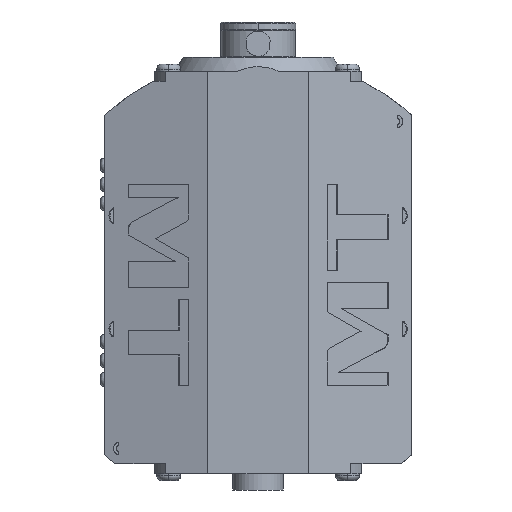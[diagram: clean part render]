
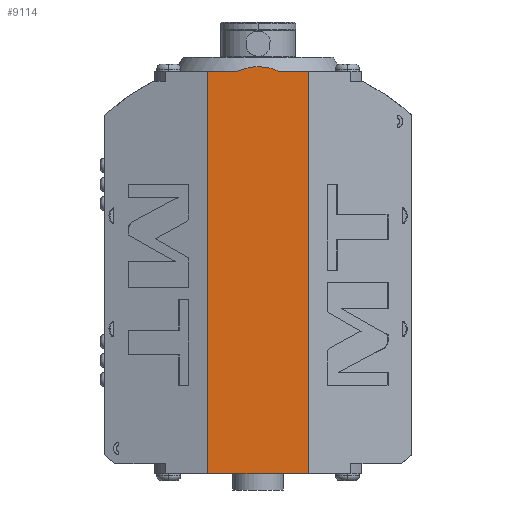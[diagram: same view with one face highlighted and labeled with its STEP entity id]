
A CAD part, left-side view. The second image highlights one B-rep face of the part: STEP entity #9114.
In plain terms, the highlighted planar face has unit normal (-1, 0, 0).
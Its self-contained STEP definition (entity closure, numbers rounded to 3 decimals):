
#885=DIRECTION('',(0.,0.,-1.));
#886=VECTOR('',#885,160.);
#887=CARTESIAN_POINT('',(-122.,20.,85.));
#888=LINE('',#887,#886);
#1346=DIRECTION('',(0.,0.,1.));
#1347=VECTOR('',#1346,160.);
#1348=CARTESIAN_POINT('',(-122.,-20.,-75.));
#1349=LINE('',#1348,#1347);
#1660=CARTESIAN_POINT('',(-122.,8.062,85.));
#1661=CARTESIAN_POINT('',(-122.,7.814,85.105));
#1662=CARTESIAN_POINT('',(-122.,7.32,85.305));
#1663=CARTESIAN_POINT('',(-122.,6.591,85.573));
#1664=CARTESIAN_POINT('',(-122.,5.871,85.811));
#1665=CARTESIAN_POINT('',(-122.,5.16,86.02));
#1666=CARTESIAN_POINT('',(-122.,4.457,86.201));
#1667=CARTESIAN_POINT('',(-122.,3.76,86.355));
#1668=CARTESIAN_POINT('',(-122.,3.069,86.482));
#1669=CARTESIAN_POINT('',(-122.,2.383,86.583));
#1670=CARTESIAN_POINT('',(-122.,1.7,86.658));
#1671=CARTESIAN_POINT('',(-122.,1.019,86.708));
#1672=CARTESIAN_POINT('',(-122.,0.339,86.733));
#1673=CARTESIAN_POINT('',(-122.,-0.339,86.733));
#1674=CARTESIAN_POINT('',(-122.,-1.019,86.708));
#1675=CARTESIAN_POINT('',(-122.,-1.7,86.658));
#1676=CARTESIAN_POINT('',(-122.,-2.383,86.583));
#1677=CARTESIAN_POINT('',(-122.,-3.069,86.482));
#1678=CARTESIAN_POINT('',(-122.,-3.76,86.355));
#1679=CARTESIAN_POINT('',(-122.,-4.457,86.201));
#1680=CARTESIAN_POINT('',(-122.,-5.16,86.02));
#1681=CARTESIAN_POINT('',(-122.,-5.871,85.811));
#1682=CARTESIAN_POINT('',(-122.,-6.591,85.573));
#1683=CARTESIAN_POINT('',(-122.,-7.32,85.305));
#1684=CARTESIAN_POINT('',(-122.,-7.814,85.105));
#1685=CARTESIAN_POINT('',(-122.,-8.062,85.));
#1713=DIRECTION('',(0.,1.,0.));
#1714=VECTOR('',#1713,11.938);
#1715=CARTESIAN_POINT('',(-122.,8.062,85.));
#1716=LINE('',#1715,#1714);
#1754=DIRECTION('',(0.,1.,0.));
#1755=VECTOR('',#1754,11.938);
#1756=CARTESIAN_POINT('',(-122.,-20.,85.));
#1757=LINE('',#1756,#1755);
#2325=DIRECTION('',(0.,-1.,0.));
#2326=VECTOR('',#2325,40.);
#2327=CARTESIAN_POINT('',(-122.,20.,-75.));
#2328=LINE('',#2327,#2326);
#7224=CARTESIAN_POINT('',(-122.,-20.,-75.));
#7226=VERTEX_POINT('',#7224);
#7229=CARTESIAN_POINT('',(-122.,20.,-75.));
#7231=VERTEX_POINT('',#7229);
#7308=VERTEX_POINT('',#1660);
#7309=VERTEX_POINT('',#1685);
#7321=CARTESIAN_POINT('',(-122.,-20.,85.));
#7323=VERTEX_POINT('',#7321);
#7324=CARTESIAN_POINT('',(-122.,20.,85.));
#7326=VERTEX_POINT('',#7324);
#9097=CARTESIAN_POINT('',(-122.,0.,0.));
#9098=DIRECTION('',(1.,0.,0.));
#9099=DIRECTION('',(0.,1.,0.));
#9100=AXIS2_PLACEMENT_3D('',#9097,#9098,#9099);
#9101=PLANE('',#9100);
#9102=ORIENTED_EDGE('',*,*,#8729,.F.);
#9104=ORIENTED_EDGE('',*,*,#9103,.F.);
#9106=ORIENTED_EDGE('',*,*,#9105,.T.);
#9108=ORIENTED_EDGE('',*,*,#9107,.F.);
#9109=ORIENTED_EDGE('',*,*,#8997,.F.);
#9111=ORIENTED_EDGE('',*,*,#9110,.F.);
#9112=EDGE_LOOP('',(#9102,#9104,#9106,#9108,#9109,#9111));
#9113=FACE_OUTER_BOUND('',#9112,.F.);
#9114=ADVANCED_FACE('',(#9113),#9101,.F.);
#1686=B_SPLINE_CURVE_WITH_KNOTS('',3,(#1660,#1661,#1662,#1663,#1664,#1665,#1666,
#1667,#1668,#1669,#1670,#1671,#1672,#1673,#1674,#1675,#1676,#1677,#1678,#1679,
#1680,#1681,#1682,#1683,#1684,#1685),.UNSPECIFIED.,.F.,.F.,(4,1,1,1,1,1,1,1,1,1,
1,1,1,1,1,1,1,1,1,1,1,1,1,4),(0.,0.043,0.087,
0.13,0.174,0.217,0.261,
0.304,0.348,0.391,0.435,
0.478,0.522,0.565,0.609,
0.652,0.696,0.739,0.783,
0.826,0.87,0.913,0.957,1.),
.UNSPECIFIED.);
#8729=EDGE_CURVE('',#7326,#7231,#888,.T.);
#8997=EDGE_CURVE('',#7226,#7323,#1349,.T.);
#9103=EDGE_CURVE('',#7308,#7326,#1716,.T.);
#9105=EDGE_CURVE('',#7308,#7309,#1686,.T.);
#9107=EDGE_CURVE('',#7323,#7309,#1757,.T.);
#9110=EDGE_CURVE('',#7231,#7226,#2328,.T.);
